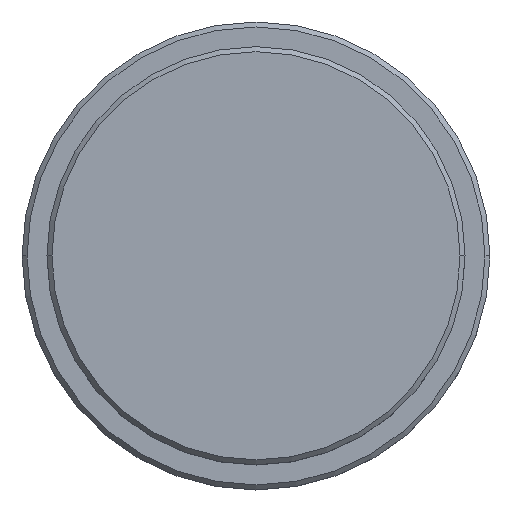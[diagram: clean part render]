
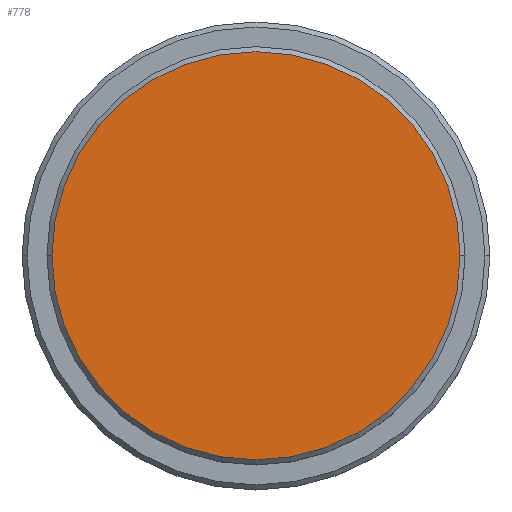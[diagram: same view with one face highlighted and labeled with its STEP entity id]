
A CAD part, top view. The second image highlights one B-rep face of the part: STEP entity #778.
In plain terms, the highlighted planar face has unit normal (0, 0, 1).
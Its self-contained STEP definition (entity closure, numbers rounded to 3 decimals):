
#89 = ORIENTED_EDGE ( 'NONE', *, *, #1225, .T. ) ;
#237 = AXIS2_PLACEMENT_3D ( 'NONE', #412, #967, #825 ) ;
#244 = CARTESIAN_POINT ( 'NONE',  ( 20.5, 0., 0. ) ) ;
#309 = CARTESIAN_POINT ( 'NONE',  ( 0., 0., 0. ) ) ;
#322 = EDGE_CURVE ( 'NONE', #1356, #1066, #598, .T. ) ;
#412 = CARTESIAN_POINT ( 'NONE',  ( 0., 0., 0. ) ) ;
#428 = DIRECTION ( 'NONE',  ( 0., 0., 1. ) ) ;
#598 = CIRCLE ( 'NONE', #617, 20.5 ) ;
#617 = AXIS2_PLACEMENT_3D ( 'NONE', #818, #1246, #1229 ) ;
#706 = CARTESIAN_POINT ( 'NONE',  ( -20.5, 0., 0. ) ) ;
#778 = ADVANCED_FACE ( 'NONE', ( #1149 ), #962, .T. ) ;
#818 = CARTESIAN_POINT ( 'NONE',  ( 0., 0., 0. ) ) ;
#825 = DIRECTION ( 'NONE',  ( 1., 0., 0. ) ) ;
#844 = EDGE_LOOP ( 'NONE', ( #89, #999 ) ) ;
#962 = PLANE ( 'NONE',  #237 ) ;
#967 = DIRECTION ( 'NONE',  ( 0., 0., 1. ) ) ;
#993 = AXIS2_PLACEMENT_3D ( 'NONE', #309, #428, #1068 ) ;
#999 = ORIENTED_EDGE ( 'NONE', *, *, #322, .T. ) ;
#1066 = VERTEX_POINT ( 'NONE', #706 ) ;
#1068 = DIRECTION ( 'NONE',  ( 1., 0., 0. ) ) ;
#1149 = FACE_OUTER_BOUND ( 'NONE', #844, .T. ) ;
#1225 = EDGE_CURVE ( 'NONE', #1066, #1356, #1235, .T. ) ;
#1229 = DIRECTION ( 'NONE',  ( 1., 0., 0. ) ) ;
#1235 = CIRCLE ( 'NONE', #993, 20.5 ) ;
#1246 = DIRECTION ( 'NONE',  ( 0., 0., 1. ) ) ;
#1356 = VERTEX_POINT ( 'NONE', #244 ) ;
